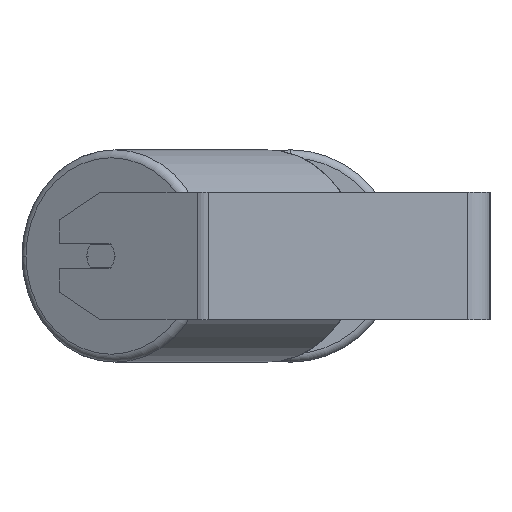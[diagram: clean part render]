
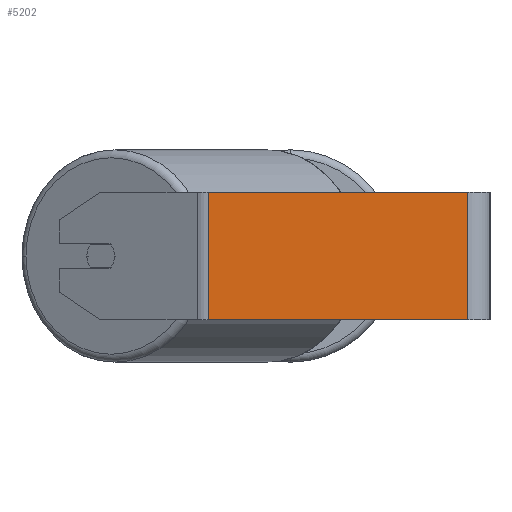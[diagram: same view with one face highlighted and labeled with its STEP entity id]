
A CAD part, left-side view. The second image highlights one B-rep face of the part: STEP entity #5202.
In plain terms, the highlighted planar face has unit normal (-1, 0, 0).
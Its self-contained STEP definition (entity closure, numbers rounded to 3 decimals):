
#178 = VERTEX_POINT ( 'NONE', #2184 ) ;
#495 = CARTESIAN_POINT ( 'NONE',  ( -360., 180.112, 40. ) ) ;
#1008 = LINE ( 'NONE', #5992, #4514 ) ;
#1076 = VECTOR ( 'NONE', #6413, 1000. ) ;
#1213 = VERTEX_POINT ( 'NONE', #1901 ) ;
#1348 = CARTESIAN_POINT ( 'NONE',  ( -360., 180.112, -40. ) ) ;
#1478 = DIRECTION ( 'NONE',  ( 0., 0., -1. ) ) ;
#1901 = CARTESIAN_POINT ( 'NONE',  ( -360., 176.36, -40. ) ) ;
#2184 = CARTESIAN_POINT ( 'NONE',  ( -360., 14., -40. ) ) ;
#2229 = CARTESIAN_POINT ( 'NONE',  ( -360., 176.36, 40. ) ) ;
#2572 = EDGE_LOOP ( 'NONE', ( #8289, #5949, #4847, #6873 ) ) ;
#2707 = LINE ( 'NONE', #1348, #3119 ) ;
#2744 = DIRECTION ( 'NONE',  ( 0., 0., -1. ) ) ;
#2918 = CARTESIAN_POINT ( 'NONE',  ( -360., 180.112, 40. ) ) ;
#3119 = VECTOR ( 'NONE', #6540, 1000. ) ;
#3267 = VECTOR ( 'NONE', #2744, 1000. ) ;
#4147 = VERTEX_POINT ( 'NONE', #5935 ) ;
#4265 = PLANE ( 'NONE',  #5429 ) ;
#4514 = VECTOR ( 'NONE', #1478, 1000. ) ;
#4847 = ORIENTED_EDGE ( 'NONE', *, *, #5366, .F. ) ;
#4972 = FACE_OUTER_BOUND ( 'NONE', #2572, .T. ) ;
#5105 = LINE ( 'NONE', #495, #1076 ) ;
#5202 = ADVANCED_FACE ( 'NONE', ( #4972 ), #4265, .F. ) ;
#5366 = EDGE_CURVE ( 'NONE', #7073, #4147, #5105, .T. ) ;
#5429 = AXIS2_PLACEMENT_3D ( 'NONE', #2918, #8082, #5528 ) ;
#5528 = DIRECTION ( 'NONE',  ( 0., 0., -1. ) ) ;
#5935 = CARTESIAN_POINT ( 'NONE',  ( -360., 14., 40. ) ) ;
#5949 = ORIENTED_EDGE ( 'NONE', *, *, #8100, .F. ) ;
#5992 = CARTESIAN_POINT ( 'NONE',  ( -360., 14., 40. ) ) ;
#6413 = DIRECTION ( 'NONE',  ( 0., -1., 0. ) ) ;
#6540 = DIRECTION ( 'NONE',  ( 0., -1., 0. ) ) ;
#6873 = ORIENTED_EDGE ( 'NONE', *, *, #7342, .T. ) ;
#6901 = EDGE_CURVE ( 'NONE', #1213, #178, #2707, .T. ) ;
#7073 = VERTEX_POINT ( 'NONE', #2229 ) ;
#7342 = EDGE_CURVE ( 'NONE', #7073, #1213, #7849, .T. ) ;
#7849 = LINE ( 'NONE', #7896, #3267 ) ;
#7896 = CARTESIAN_POINT ( 'NONE',  ( -360., 176.36, 40. ) ) ;
#8082 = DIRECTION ( 'NONE',  ( 1., 0., 0. ) ) ;
#8100 = EDGE_CURVE ( 'NONE', #4147, #178, #1008, .T. ) ;
#8289 = ORIENTED_EDGE ( 'NONE', *, *, #6901, .T. ) ;
